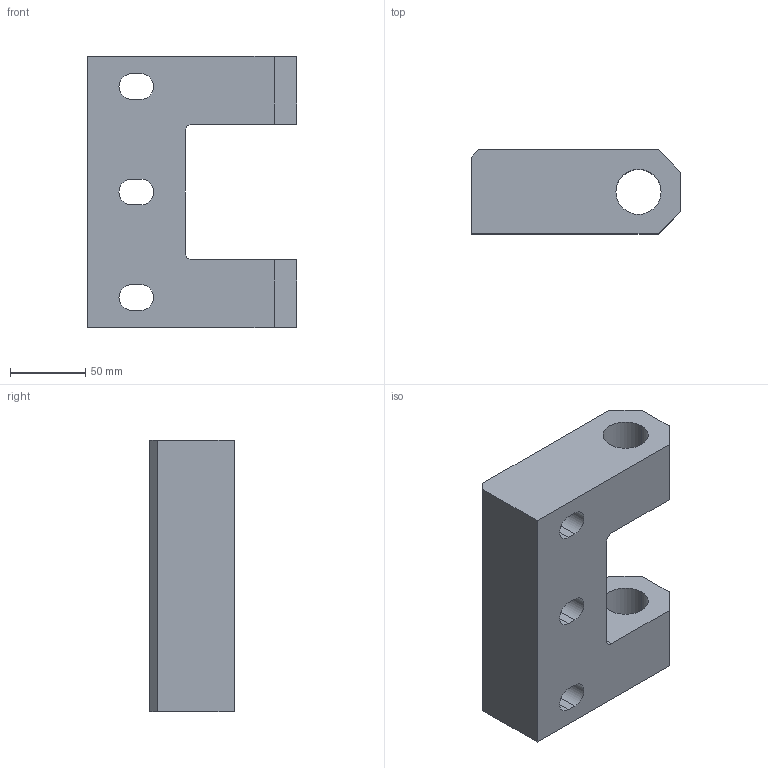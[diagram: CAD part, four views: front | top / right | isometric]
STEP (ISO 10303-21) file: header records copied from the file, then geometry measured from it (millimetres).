
FILE_DESCRIPTION (( 'STEP AP203' ), '1' );
FILE_NAME ('儂曛蝓蟈杶GPS98x2-3-8.STEP', '2022-01-17T03:11:09', ( '' ), ( '' ), 'SwSTEP 2.0', 'SolidWorks 2018', '' );
FILE_SCHEMA (( 'CONFIG_CONTROL_DESIGN' ));
Length unit declared in the file: millimetre
Products named in the file (1): 儂曛蝓蟈杶GPS98x2-3-8
Bounding box: 139 x 56 x 180 mm (x, y, z)
Volume: 864918.6 mm3; surface area: 93962.2 mm2
Topology: 1 solids, 1 shells, 48 faces, 129 edges, 86 vertices
Faces by surface type: plane 30, cylinder 18
Entity records: 1606 total; most frequent: CARTESIAN_POINT 264, DIRECTION 263, ORIENTED_EDGE 258, EDGE_CURVE 129, VECTOR 93, LINE 93, VERTEX_POINT 86, AXIS2_PLACEMENT_3D 85
